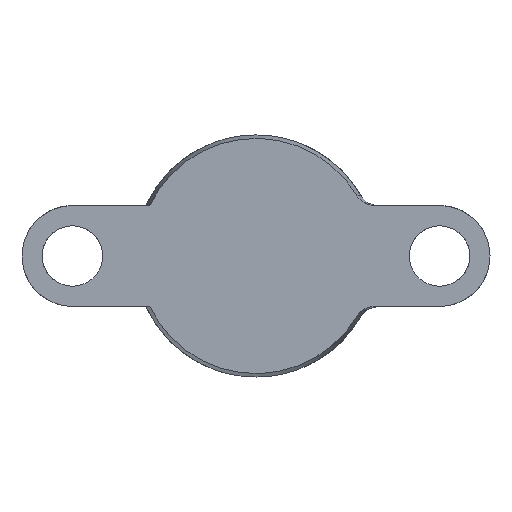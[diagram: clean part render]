
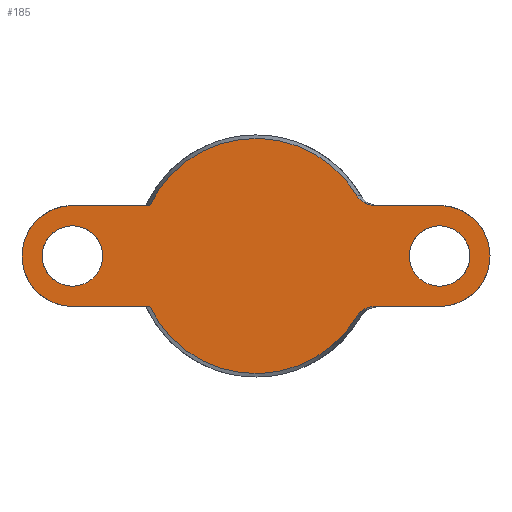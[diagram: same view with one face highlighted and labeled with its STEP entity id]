
A CAD part, front view. The second image highlights one B-rep face of the part: STEP entity #185.
In plain terms, the highlighted planar face has unit normal (0, -1, 0).
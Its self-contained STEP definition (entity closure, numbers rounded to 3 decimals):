
#8 = VERTEX_POINT ( 'NONE', #1036 ) ;
#13 = CARTESIAN_POINT ( 'NONE',  ( 26.678, 0., 13.261 ) ) ;
#18 = CARTESIAN_POINT ( 'NONE',  ( 28.502, 0., 12.556 ) ) ;
#31 = EDGE_LOOP ( 'NONE', ( #1225 ) ) ;
#38 = ORIENTED_EDGE ( 'NONE', *, *, #624, .F. ) ;
#39 = DIRECTION ( 'NONE',  ( 0., -1., 0. ) ) ;
#76 = ORIENTED_EDGE ( 'NONE', *, *, #439, .T. ) ;
#79 = ORIENTED_EDGE ( 'NONE', *, *, #1048, .F. ) ;
#86 = VERTEX_POINT ( 'NONE', #1261 ) ;
#91 = LINE ( 'NONE', #521, #658 ) ;
#97 = CARTESIAN_POINT ( 'NONE',  ( 15., 0., -12.5 ) ) ;
#119 = AXIS2_PLACEMENT_3D ( 'NONE', #1030, #39, #1050 ) ;
#120 = VERTEX_POINT ( 'NONE', #1255 ) ;
#150 = CARTESIAN_POINT ( 'NONE',  ( 25.977, 0., -13.784 ) ) ;
#153 = DIRECTION ( 'NONE',  ( 0., 0., -1. ) ) ;
#158 = VECTOR ( 'NONE', #259, 1000. ) ;
#163 = EDGE_CURVE ( 'NONE', #1236, #790, #1083, .T. ) ;
#169 = CARTESIAN_POINT ( 'NONE',  ( 26.862, 0., -13.142 ) ) ;
#171 = FACE_OUTER_BOUND ( 'NONE', #582, .T. ) ;
#185 = ADVANCED_FACE ( 'NONE', ( #171, #594, #398 ), #984, .F. ) ;
#197 = CARTESIAN_POINT ( 'NONE',  ( 27.659, 0., 12.79 ) ) ;
#205 = CARTESIAN_POINT ( 'NONE',  ( 27.057, 0., 13.048 ) ) ;
#222 = EDGE_CURVE ( 'NONE', #442, #837, #377, .T. ) ;
#223 = DIRECTION ( 'NONE',  ( 0., -1., 0. ) ) ;
#224 = AXIS2_PLACEMENT_3D ( 'NONE', #1153, #666, #153 ) ;
#246 = CARTESIAN_POINT ( 'NONE',  ( 0., 0., 0. ) ) ;
#253 = DIRECTION ( 'NONE',  ( 1., 0., 0. ) ) ;
#259 = DIRECTION ( 'NONE',  ( -1., 0., 0. ) ) ;
#260 = DIRECTION ( 'NONE',  ( 0., 0., 1. ) ) ;
#275 = CARTESIAN_POINT ( 'NONE',  ( 25.508, 0., -14.24 ) ) ;
#279 = VERTEX_POINT ( 'NONE', #1289 ) ;
#284 = DIRECTION ( 'NONE',  ( 0., 0., 1. ) ) ;
#337 = ORIENTED_EDGE ( 'NONE', *, *, #645, .F. ) ;
#370 = EDGE_CURVE ( 'NONE', #120, #786, #946, .T. ) ;
#372 = CARTESIAN_POINT ( 'NONE',  ( -29.143, 0., 0. ) ) ;
#377 = B_SPLINE_CURVE_WITH_KNOTS ( 'NONE', 3,
 ( #708, #619, #18, #1003, #197, #1019, #205, #13, #511, #727, #819, #1025, #418, #815 ),
 .UNSPECIFIED., .F., .F.,
 ( 4, 2, 2, 2, 2, 2, 4 ),
 ( 0., 0.001, 0.002, 0.003, 0.003, 0.004, 0.005 ),
 .UNSPECIFIED. ) ;
#382 = CARTESIAN_POINT ( 'NONE',  ( 25.011, 0., -14.959 ) ) ;
#385 = VECTOR ( 'NONE', #904, 1000. ) ;
#386 = VERTEX_POINT ( 'NONE', #505 ) ;
#390 = CARTESIAN_POINT ( 'NONE',  ( 28.503, 0., -12.556 ) ) ;
#398 = FACE_BOUND ( 'NONE', #744, .T. ) ;
#400 = CARTESIAN_POINT ( 'NONE',  ( 29.374, 0., -12.5 ) ) ;
#410 = CIRCLE ( 'NONE', #1028, 7.5 ) ;
#418 = CARTESIAN_POINT ( 'NONE',  ( 25.237, 0., 14.58 ) ) ;
#439 = EDGE_CURVE ( 'NONE', #790, #8, #782, .T. ) ;
#442 = VERTEX_POINT ( 'NONE', #1246 ) ;
#448 = CARTESIAN_POINT ( 'NONE',  ( 15., 0., 12.5 ) ) ;
#449 = EDGE_CURVE ( 'NONE', #442, #1029, #756, .T. ) ;
#487 = CARTESIAN_POINT ( 'NONE',  ( 27.662, 0., -12.789 ) ) ;
#494 = CARTESIAN_POINT ( 'NONE',  ( 27.255, 0., -12.953 ) ) ;
#505 = CARTESIAN_POINT ( 'NONE',  ( 45.5, 0., 7.5 ) ) ;
#511 = CARTESIAN_POINT ( 'NONE',  ( 26.495, 0., 13.38 ) ) ;
#513 = AXIS2_PLACEMENT_3D ( 'NONE', #630, #716, #919 ) ;
#515 = AXIS2_PLACEMENT_3D ( 'NONE', #812, #834, #1022 ) ;
#521 = CARTESIAN_POINT ( 'NONE',  ( -15., 0., -12.5 ) ) ;
#550 = DIRECTION ( 'NONE',  ( 0., 0., -1. ) ) ;
#561 = ORIENTED_EDGE ( 'NONE', *, *, #370, .T. ) ;
#568 = EDGE_CURVE ( 'NONE', #786, #980, #1207, .T. ) ;
#582 = EDGE_LOOP ( 'NONE', ( #1082, #1133, #759, #734, #76, #699, #561, #852, #38, #79 ) ) ;
#594 = FACE_BOUND ( 'NONE', #31, .T. ) ;
#619 = CARTESIAN_POINT ( 'NONE',  ( 28.933, 0., 12.5 ) ) ;
#621 = AXIS2_PLACEMENT_3D ( 'NONE', #246, #223, #550 ) ;
#624 = EDGE_CURVE ( 'NONE', #86, #980, #1013, .T. ) ;
#630 = CARTESIAN_POINT ( 'NONE',  ( -45.5, 0., 0. ) ) ;
#634 = EDGE_CURVE ( 'NONE', #8, #120, #91, .T. ) ;
#645 = EDGE_CURVE ( 'NONE', #279, #279, #1067, .T. ) ;
#658 = VECTOR ( 'NONE', #1018, 1000. ) ;
#666 = DIRECTION ( 'NONE',  ( 0., -1., 0. ) ) ;
#686 = CARTESIAN_POINT ( 'NONE',  ( 26.146, 0., -13.64 ) ) ;
#699 = ORIENTED_EDGE ( 'NONE', *, *, #634, .T. ) ;
#708 = CARTESIAN_POINT ( 'NONE',  ( 29.374, 0., 12.5 ) ) ;
#716 = DIRECTION ( 'NONE',  ( 0., -1., 0. ) ) ;
#727 = CARTESIAN_POINT ( 'NONE',  ( 26.144, 0., 13.642 ) ) ;
#729 = CARTESIAN_POINT ( 'NONE',  ( 45.5, 0., 12.5 ) ) ;
#734 = ORIENTED_EDGE ( 'NONE', *, *, #163, .T. ) ;
#739 = AXIS2_PLACEMENT_3D ( 'NONE', #372, #1179, #284 ) ;
#744 = EDGE_LOOP ( 'NONE', ( #337 ) ) ;
#749 = CARTESIAN_POINT ( 'NONE',  ( 25.011, 0., 14.959 ) ) ;
#756 = LINE ( 'NONE', #448, #861 ) ;
#759 = ORIENTED_EDGE ( 'NONE', *, *, #1231, .T. ) ;
#762 = CIRCLE ( 'NONE', #515, 12.5 ) ;
#782 = CIRCLE ( 'NONE', #119, 12.5 ) ;
#786 = VERTEX_POINT ( 'NONE', #1139 ) ;
#790 = VERTEX_POINT ( 'NONE', #959 ) ;
#791 = CARTESIAN_POINT ( 'NONE',  ( 28.933, 0., -12.5 ) ) ;
#812 = CARTESIAN_POINT ( 'NONE',  ( 45.5, 0., 0. ) ) ;
#815 = CARTESIAN_POINT ( 'NONE',  ( 25.011, 0., 14.959 ) ) ;
#819 = CARTESIAN_POINT ( 'NONE',  ( 25.976, 0., 13.785 ) ) ;
#834 = DIRECTION ( 'NONE',  ( 0., 1., 0. ) ) ;
#837 = VERTEX_POINT ( 'NONE', #749 ) ;
#852 = ORIENTED_EDGE ( 'NONE', *, *, #568, .T. ) ;
#853 = CARTESIAN_POINT ( 'NONE',  ( 45.5, 0., 0. ) ) ;
#861 = VECTOR ( 'NONE', #253, 1000. ) ;
#863 = CIRCLE ( 'NONE', #224, 29.143 ) ;
#904 = DIRECTION ( 'NONE',  ( -1., 0., 0. ) ) ;
#919 = DIRECTION ( 'NONE',  ( 0., 0., 1. ) ) ;
#946 = CIRCLE ( 'NONE', #621, 29.143 ) ;
#959 = CARTESIAN_POINT ( 'NONE',  ( -45.5, 0., 12.5 ) ) ;
#980 = VERTEX_POINT ( 'NONE', #400 ) ;
#984 = PLANE ( 'NONE',  #739 ) ;
#1003 = CARTESIAN_POINT ( 'NONE',  ( 27.869, 0., 12.721 ) ) ;
#1013 = LINE ( 'NONE', #97, #385 ) ;
#1018 = DIRECTION ( 'NONE',  ( 1., 0., 0. ) ) ;
#1019 = CARTESIAN_POINT ( 'NONE',  ( 27.253, 0., 12.954 ) ) ;
#1022 = DIRECTION ( 'NONE',  ( 0., 0., -1. ) ) ;
#1025 = CARTESIAN_POINT ( 'NONE',  ( 25.507, 0., 14.24 ) ) ;
#1028 = AXIS2_PLACEMENT_3D ( 'NONE', #853, #1137, #260 ) ;
#1029 = VERTEX_POINT ( 'NONE', #729 ) ;
#1030 = CARTESIAN_POINT ( 'NONE',  ( -45.5, 0., 0. ) ) ;
#1036 = CARTESIAN_POINT ( 'NONE',  ( -45.5, 0., -12.5 ) ) ;
#1048 = EDGE_CURVE ( 'NONE', #1029, #86, #762, .T. ) ;
#1050 = DIRECTION ( 'NONE',  ( 0., 0., -1. ) ) ;
#1054 = CARTESIAN_POINT ( 'NONE',  ( 25.237, 0., -14.58 ) ) ;
#1067 = CIRCLE ( 'NONE', #513, 7.5 ) ;
#1075 = CARTESIAN_POINT ( 'NONE',  ( 26.497, 0., -13.379 ) ) ;
#1082 = ORIENTED_EDGE ( 'NONE', *, *, #449, .F. ) ;
#1083 = LINE ( 'NONE', #1275, #158 ) ;
#1133 = ORIENTED_EDGE ( 'NONE', *, *, #222, .T. ) ;
#1137 = DIRECTION ( 'NONE',  ( 0., 1., 0. ) ) ;
#1139 = CARTESIAN_POINT ( 'NONE',  ( 25.011, 0., -14.959 ) ) ;
#1153 = CARTESIAN_POINT ( 'NONE',  ( 0., 0., 0. ) ) ;
#1158 = CARTESIAN_POINT ( 'NONE',  ( -26.326, 0., 12.5 ) ) ;
#1177 = CARTESIAN_POINT ( 'NONE',  ( 29.374, 0., -12.5 ) ) ;
#1179 = DIRECTION ( 'NONE',  ( 0., 1., 0. ) ) ;
#1207 = B_SPLINE_CURVE_WITH_KNOTS ( 'NONE', 3,
 ( #382, #1054, #275, #150, #686, #1075, #169, #494, #487, #1273, #390, #791, #1177 ),
 .UNSPECIFIED., .F., .F.,
 ( 4, 2, 2, 1, 2, 2, 4 ),
 ( 0., 0.001, 0.002, 0.003, 0.003, 0.004, 0.005 ),
 .UNSPECIFIED. ) ;
#1225 = ORIENTED_EDGE ( 'NONE', *, *, #1269, .T. ) ;
#1231 = EDGE_CURVE ( 'NONE', #837, #1236, #863, .T. ) ;
#1236 = VERTEX_POINT ( 'NONE', #1158 ) ;
#1246 = CARTESIAN_POINT ( 'NONE',  ( 29.374, 0., 12.5 ) ) ;
#1255 = CARTESIAN_POINT ( 'NONE',  ( -26.326, 0., -12.5 ) ) ;
#1261 = CARTESIAN_POINT ( 'NONE',  ( 45.5, 0., -12.5 ) ) ;
#1269 = EDGE_CURVE ( 'NONE', #386, #386, #410, .T. ) ;
#1273 = CARTESIAN_POINT ( 'NONE',  ( 27.871, 0., -12.72 ) ) ;
#1275 = CARTESIAN_POINT ( 'NONE',  ( -15., 0., 12.5 ) ) ;
#1289 = CARTESIAN_POINT ( 'NONE',  ( -45.5, 0., 7.5 ) ) ;
